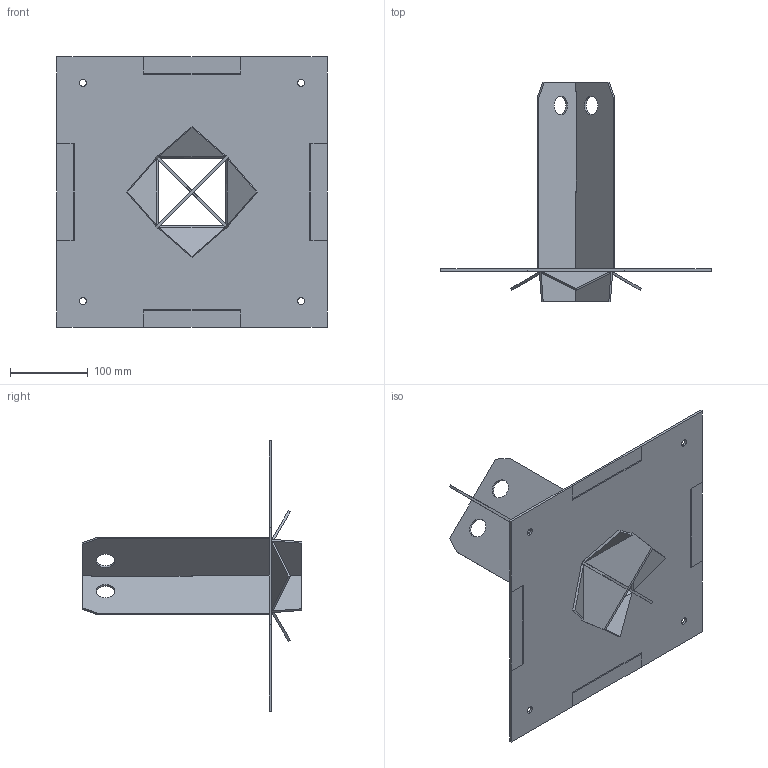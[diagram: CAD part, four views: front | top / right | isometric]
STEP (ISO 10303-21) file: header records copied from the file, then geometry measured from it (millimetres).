
FILE_DESCRIPTION((''),'2;1');
FILE_NAME('47653-M_ASM','2024-09-13T14:23:01',('goergem'),(''),'CREO PARAMETRIC BY PTC INC, 2022281','CREO PARAMETRIC BY PTC INC, 2022281','');
FILE_SCHEMA(('AUTOMOTIVE_DESIGN { 1 0 10303 214 1 1 1 1 }'));
Length unit declared in the file: millimetre
Products named in the file (4): 47650-M; 47648-M; 47649-M; 47653-M_ASM
Assembly tree (3 placements, depth 2):
  47653-M_ASM
    47650-M
    47648-M
    47649-M
Bounding box: 347 x 282 x 347 mm (x, y, z)
Volume: 581356.7 mm3; surface area: 401490.5 mm2
Topology: 3 solids, 3 shells, 154 faces, 420 edges, 272 vertices
Faces by surface type: plane 114, cylinder 24, bspline 16
Entity records: 11799 total; most frequent: CARTESIAN_POINT 4003, DIRECTION 854, ORIENTED_EDGE 840, PRESENTATION_STYLE_ASSIGNMENT 452, CURVE_STYLE 444, STYLED_ITEM 444, EDGE_CURVE 420, VECTOR 368
